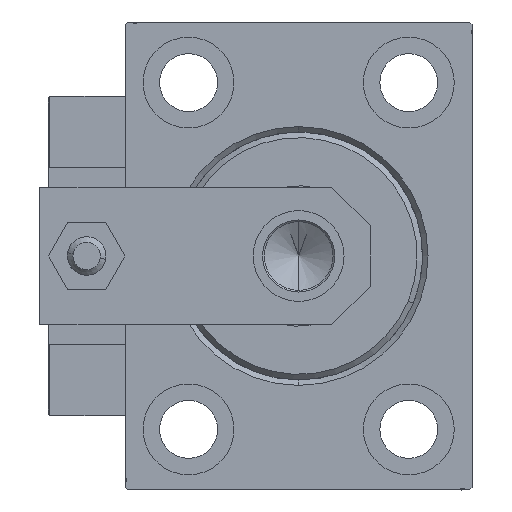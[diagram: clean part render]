
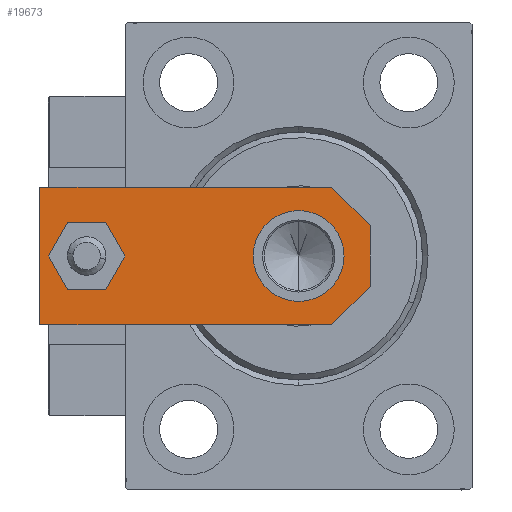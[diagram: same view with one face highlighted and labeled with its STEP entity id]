
A CAD part, left-side view. The second image highlights one B-rep face of the part: STEP entity #19673.
In plain terms, the highlighted face is planar.
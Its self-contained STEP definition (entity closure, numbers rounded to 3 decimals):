
#222 = DIRECTION ( 'NONE',  ( 1., 0., 0. ) ) ;
#1083 = DIRECTION ( 'NONE',  ( 0., 0., 1. ) ) ;
#1693 = EDGE_CURVE ( 'NONE', #23053, #5142, #38953, .T. ) ;
#2203 = CARTESIAN_POINT ( 'NONE',  ( -12.5, 7., 6. ) ) ;
#2323 = ORIENTED_EDGE ( 'NONE', *, *, #30131, .F. ) ;
#2647 = CARTESIAN_POINT ( 'NONE',  ( -12.5, 60., 6. ) ) ;
#3037 = VERTEX_POINT ( 'NONE', #2203 ) ;
#3400 = CIRCLE ( 'NONE', #17349, 8.25 ) ;
#3533 = EDGE_CURVE ( 'NONE', #41781, #13976, #3400, .T. ) ;
#4429 = DIRECTION ( 'NONE',  ( 1., 0., 0. ) ) ;
#5107 = FACE_BOUND ( 'NONE', #37990, .T. ) ;
#5142 = VERTEX_POINT ( 'NONE', #13137 ) ;
#6130 = DIRECTION ( 'NONE',  ( 1., 0., 0. ) ) ;
#6666 = ORIENTED_EDGE ( 'NONE', *, *, #3533, .F. ) ;
#7093 = CIRCLE ( 'NONE', #49708, 4. ) ;
#7174 = VECTOR ( 'NONE', #33459, 1000. ) ;
#9182 = DIRECTION ( 'NONE',  ( -1., 0., 0. ) ) ;
#9994 = CARTESIAN_POINT ( 'NONE',  ( 0., 51.5, 6. ) ) ;
#10565 = EDGE_LOOP ( 'NONE', ( #6666, #2323 ) ) ;
#11905 = CIRCLE ( 'NONE', #35651, 8.25 ) ;
#12227 = ORIENTED_EDGE ( 'NONE', *, *, #50566, .T. ) ;
#12377 = DIRECTION ( 'NONE',  ( 0.707, 0.707, 0. ) ) ;
#12685 = CIRCLE ( 'NONE', #23329, 4. ) ;
#13137 = CARTESIAN_POINT ( 'NONE',  ( 12.5, 60., 6. ) ) ;
#13332 = DIRECTION ( 'NONE',  ( 0., 0., 1. ) ) ;
#13359 = LINE ( 'NONE', #37682, #46026 ) ;
#13976 = VERTEX_POINT ( 'NONE', #17137 ) ;
#14329 = EDGE_CURVE ( 'NONE', #38220, #47142, #12685, .T. ) ;
#14940 = CARTESIAN_POINT ( 'NONE',  ( -8.25, 13., 6. ) ) ;
#15115 = DIRECTION ( 'NONE',  ( 0., 0., 1. ) ) ;
#15742 = CARTESIAN_POINT ( 'NONE',  ( -12.5, 0., 6. ) ) ;
#16265 = VECTOR ( 'NONE', #4429, 1000. ) ;
#16882 = CARTESIAN_POINT ( 'NONE',  ( 12.5, 60., 6. ) ) ;
#17137 = CARTESIAN_POINT ( 'NONE',  ( 8.25, 13., 6. ) ) ;
#17349 = AXIS2_PLACEMENT_3D ( 'NONE', #44338, #35647, #25136 ) ;
#17937 = EDGE_CURVE ( 'NONE', #46550, #23053, #35706, .T. ) ;
#18578 = VERTEX_POINT ( 'NONE', #40621 ) ;
#19272 = LINE ( 'NONE', #16882, #42439 ) ;
#19380 = CARTESIAN_POINT ( 'NONE',  ( 4., 51.5, 6. ) ) ;
#19440 = EDGE_CURVE ( 'NONE', #47142, #38220, #7093, .T. ) ;
#19673 = ADVANCED_FACE ( 'NONE', ( #5107, #24108, #43821 ), #44587, .T. ) ;
#19980 = CARTESIAN_POINT ( 'NONE',  ( 0., 13., 6. ) ) ;
#21228 = EDGE_CURVE ( 'NONE', #18578, #3037, #49332, .T. ) ;
#23053 = VERTEX_POINT ( 'NONE', #26414 ) ;
#23329 = AXIS2_PLACEMENT_3D ( 'NONE', #47005, #1083, #25217 ) ;
#24102 = ORIENTED_EDGE ( 'NONE', *, *, #19440, .F. ) ;
#24108 = FACE_OUTER_BOUND ( 'NONE', #32082, .T. ) ;
#24619 = DIRECTION ( 'NONE',  ( 1., 0., 0. ) ) ;
#25136 = DIRECTION ( 'NONE',  ( 1., 0., 0. ) ) ;
#25217 = DIRECTION ( 'NONE',  ( 1., 0., 0. ) ) ;
#25660 = DIRECTION ( 'NONE',  ( 0.707, -0.707, 0. ) ) ;
#26297 = ORIENTED_EDGE ( 'NONE', *, *, #40127, .T. ) ;
#26414 = CARTESIAN_POINT ( 'NONE',  ( 12.5, 7., 6. ) ) ;
#26427 = ORIENTED_EDGE ( 'NONE', *, *, #14329, .F. ) ;
#27510 = ORIENTED_EDGE ( 'NONE', *, *, #1693, .T. ) ;
#29232 = CARTESIAN_POINT ( 'NONE',  ( 0., 0., 6. ) ) ;
#30131 = EDGE_CURVE ( 'NONE', #13976, #41781, #11905, .T. ) ;
#31196 = VERTEX_POINT ( 'NONE', #42226 ) ;
#32082 = EDGE_LOOP ( 'NONE', ( #39001, #12227, #26297, #45412, #27510, #39468 ) ) ;
#33368 = AXIS2_PLACEMENT_3D ( 'NONE', #29232, #13332, #24619 ) ;
#33459 = DIRECTION ( 'NONE',  ( 0., -1., 0. ) ) ;
#34458 = VECTOR ( 'NONE', #43548, 1000. ) ;
#35647 = DIRECTION ( 'NONE',  ( 0., 0., 1. ) ) ;
#35651 = AXIS2_PLACEMENT_3D ( 'NONE', #19980, #15115, #222 ) ;
#35706 = LINE ( 'NONE', #39539, #41455 ) ;
#36089 = CARTESIAN_POINT ( 'NONE',  ( -4., 51.5, 6. ) ) ;
#37682 = CARTESIAN_POINT ( 'NONE',  ( -2.75, -2.75, 6. ) ) ;
#37990 = EDGE_LOOP ( 'NONE', ( #26427, #24102 ) ) ;
#38220 = VERTEX_POINT ( 'NONE', #36089 ) ;
#38953 = LINE ( 'NONE', #47415, #34458 ) ;
#39001 = ORIENTED_EDGE ( 'NONE', *, *, #21228, .T. ) ;
#39058 = LINE ( 'NONE', #15742, #16265 ) ;
#39468 = ORIENTED_EDGE ( 'NONE', *, *, #40477, .T. ) ;
#39539 = CARTESIAN_POINT ( 'NONE',  ( 2.75, -2.75, 6. ) ) ;
#40127 = EDGE_CURVE ( 'NONE', #31196, #46550, #39058, .T. ) ;
#40477 = EDGE_CURVE ( 'NONE', #5142, #18578, #19272, .T. ) ;
#40621 = CARTESIAN_POINT ( 'NONE',  ( -12.5, 60., 6. ) ) ;
#41111 = CARTESIAN_POINT ( 'NONE',  ( 5.5, 0., 6. ) ) ;
#41247 = DIRECTION ( 'NONE',  ( 0., 0., 1. ) ) ;
#41455 = VECTOR ( 'NONE', #12377, 1000. ) ;
#41781 = VERTEX_POINT ( 'NONE', #14940 ) ;
#42226 = CARTESIAN_POINT ( 'NONE',  ( -5.5, 0., 6. ) ) ;
#42439 = VECTOR ( 'NONE', #9182, 1000. ) ;
#43548 = DIRECTION ( 'NONE',  ( 0., 1., 0. ) ) ;
#43821 = FACE_BOUND ( 'NONE', #10565, .T. ) ;
#44338 = CARTESIAN_POINT ( 'NONE',  ( 0., 13., 6. ) ) ;
#44587 = PLANE ( 'NONE',  #33368 ) ;
#45412 = ORIENTED_EDGE ( 'NONE', *, *, #17937, .T. ) ;
#46026 = VECTOR ( 'NONE', #25660, 1000. ) ;
#46550 = VERTEX_POINT ( 'NONE', #41111 ) ;
#47005 = CARTESIAN_POINT ( 'NONE',  ( 0., 51.5, 6. ) ) ;
#47142 = VERTEX_POINT ( 'NONE', #19380 ) ;
#47415 = CARTESIAN_POINT ( 'NONE',  ( 12.5, 0., 6. ) ) ;
#49332 = LINE ( 'NONE', #2647, #7174 ) ;
#49708 = AXIS2_PLACEMENT_3D ( 'NONE', #9994, #41247, #6130 ) ;
#50566 = EDGE_CURVE ( 'NONE', #3037, #31196, #13359, .T. ) ;
